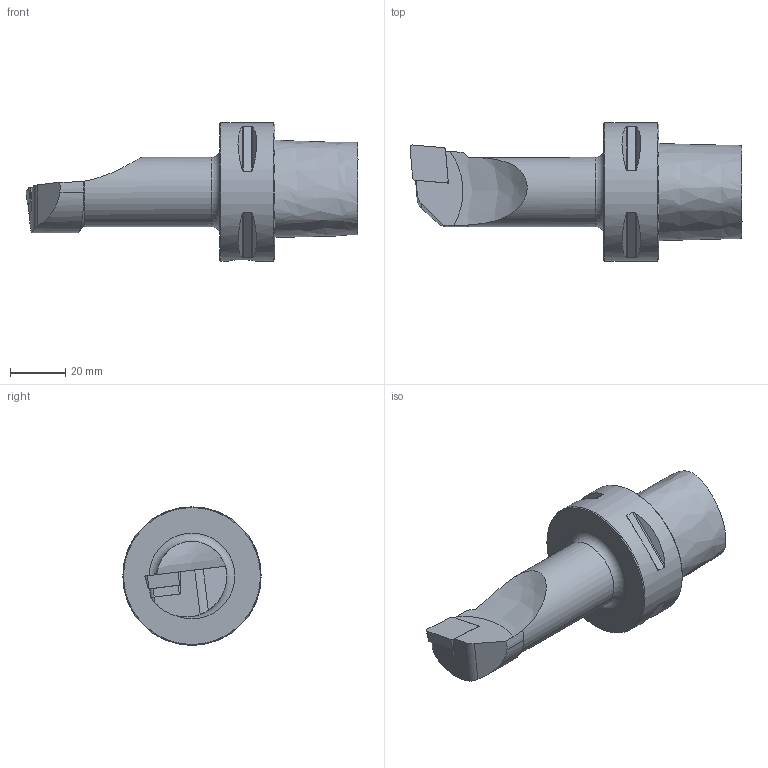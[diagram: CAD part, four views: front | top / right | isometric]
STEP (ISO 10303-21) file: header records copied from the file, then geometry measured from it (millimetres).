
FILE_DESCRIPTION(/* description */ (''),/* implementation_level */ '2;1');
FILE_NAME(/* name */ 'AC5 SCLCL 17090 12 H.stp',/* time_stamp */ '2024-12-09T15:49:09+03:00',/* author */ (''),/* organization */ (''),/* preprocessor_version */ 'ST-DEVELOPER v19.4',/* originating_system */ 'SIEMENS PLM Software NX2306.5001',/* authorisation */ '');
FILE_SCHEMA (('AUTOMOTIVE_DESIGN { 1 0 10303 214 3 1 1 1 }'));
Length unit declared in the file: millimetre
Products named in the file (1): AC5 SCLCR 17090 12 H-KATALOG_objects
Bounding box: 120 x 50 x 50 mm (x, y, z)
Volume: 93888.7 mm3; surface area: 15941.1 mm2
Topology: 2 solids, 2 shells, 66 faces, 164 edges, 108 vertices
Faces by surface type: plane 32, cylinder 20, cone 9, bspline 3, torus 2
Full cylindrical faces by diameter (mm): 4 x1, 10 x1, 25 x1, 50 x1
Entity records: 3459 total; most frequent: CARTESIAN_POINT 1890, ORIENTED_EDGE 290, DIRECTION 284, EDGE_CURVE 145, AXIS2_PLACEMENT_3D 107, VERTEX_POINT 102, EDGE_LOOP 84, LINE 70
